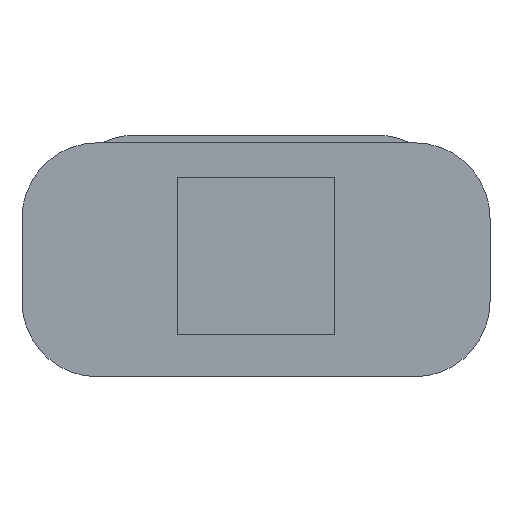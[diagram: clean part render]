
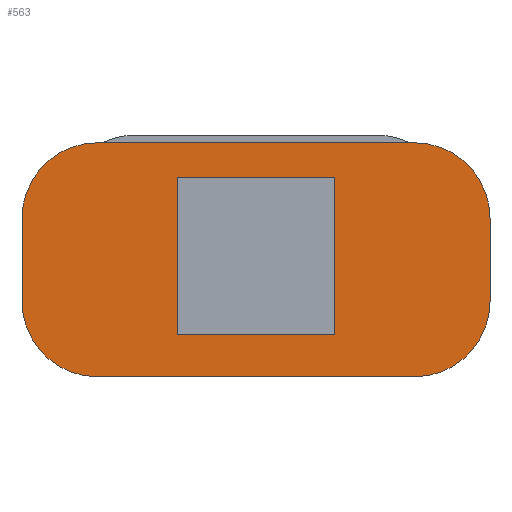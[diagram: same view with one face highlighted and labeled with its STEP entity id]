
A CAD part, front view. The second image highlights one B-rep face of the part: STEP entity #563.
In plain terms, the highlighted planar face has unit normal (0, -1, 0).
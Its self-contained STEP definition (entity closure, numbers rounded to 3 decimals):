
#15=FACE_BOUND('',#98,.T.);
#27=PLANE('',#636);
#64=FACE_OUTER_BOUND('',#97,.T.);
#97=EDGE_LOOP('',(#492,#493,#494,#495,#496,#497,#498,#499));
#98=EDGE_LOOP('',(#500,#501,#502,#503));
#125=LINE('',#934,#175);
#138=LINE('',#973,#188);
#140=LINE('',#977,#190);
#141=LINE('',#981,#191);
#142=LINE('',#985,#192);
#143=LINE('',#987,#193);
#144=LINE('',#989,#194);
#145=LINE('',#990,#195);
#175=VECTOR('',#735,10.);
#188=VECTOR('',#776,10.);
#190=VECTOR('',#780,10.);
#191=VECTOR('',#787,10.);
#192=VECTOR('',#790,10.);
#193=VECTOR('',#791,10.);
#194=VECTOR('',#792,10.);
#195=VECTOR('',#793,10.);
#227=CIRCLE('',#621,1.);
#229=CIRCLE('',#624,1.);
#232=CIRCLE('',#630,1.);
#233=CIRCLE('',#634,1.);
#261=VERTEX_POINT('',#931);
#262=VERTEX_POINT('',#933);
#266=VERTEX_POINT('',#944);
#267=VERTEX_POINT('',#946);
#269=VERTEX_POINT('',#952);
#273=VERTEX_POINT('',#967);
#274=VERTEX_POINT('',#968);
#275=VERTEX_POINT('',#975);
#276=VERTEX_POINT('',#983);
#277=VERTEX_POINT('',#984);
#278=VERTEX_POINT('',#986);
#279=VERTEX_POINT('',#988);
#327=EDGE_CURVE('',#261,#262,#125,.F.);
#333=EDGE_CURVE('',#266,#267,#227,.F.);
#337=EDGE_CURVE('',#269,#261,#229,.F.);
#344=EDGE_CURVE('',#273,#274,#232,.F.);
#347=EDGE_CURVE('',#267,#273,#138,.F.);
#349=EDGE_CURVE('',#275,#266,#140,.F.);
#350=EDGE_CURVE('',#262,#275,#233,.F.);
#351=EDGE_CURVE('',#274,#269,#141,.F.);
#352=EDGE_CURVE('',#276,#277,#142,.T.);
#353=EDGE_CURVE('',#278,#276,#143,.T.);
#354=EDGE_CURVE('',#279,#278,#144,.F.);
#355=EDGE_CURVE('',#277,#279,#145,.T.);
#492=ORIENTED_EDGE('',*,*,#344,.F.);
#493=ORIENTED_EDGE('',*,*,#347,.F.);
#494=ORIENTED_EDGE('',*,*,#333,.F.);
#495=ORIENTED_EDGE('',*,*,#349,.F.);
#496=ORIENTED_EDGE('',*,*,#350,.F.);
#497=ORIENTED_EDGE('',*,*,#327,.F.);
#498=ORIENTED_EDGE('',*,*,#337,.F.);
#499=ORIENTED_EDGE('',*,*,#351,.F.);
#500=ORIENTED_EDGE('',*,*,#352,.F.);
#501=ORIENTED_EDGE('',*,*,#353,.F.);
#502=ORIENTED_EDGE('',*,*,#354,.F.);
#503=ORIENTED_EDGE('',*,*,#355,.F.);
#563=ADVANCED_FACE('',(#64,#15),#27,.T.);
#621=AXIS2_PLACEMENT_3D('',#947,#746,#747);
#624=AXIS2_PLACEMENT_3D('',#954,#754,#755);
#630=AXIS2_PLACEMENT_3D('',#969,#770,#771);
#634=AXIS2_PLACEMENT_3D('',#979,#783,#784);
#636=AXIS2_PLACEMENT_3D('',#982,#788,#789);
#735=DIRECTION('',(1.,0.,0.));
#746=DIRECTION('center_axis',(0.,-1.,0.));
#747=DIRECTION('ref_axis',(-0.707,0.,0.707));
#754=DIRECTION('center_axis',(0.,-1.,0.));
#755=DIRECTION('ref_axis',(0.707,0.,-0.707));
#770=DIRECTION('center_axis',(0.,-1.,0.));
#771=DIRECTION('ref_axis',(0.707,0.,0.707));
#776=DIRECTION('',(-1.,0.,0.));
#780=DIRECTION('',(0.,0.,-1.));
#783=DIRECTION('center_axis',(0.,-1.,0.));
#784=DIRECTION('ref_axis',(-0.707,0.,-0.707));
#787=DIRECTION('',(0.,0.,1.));
#788=DIRECTION('center_axis',(0.,-1.,0.));
#789=DIRECTION('ref_axis',(1.,0.,0.));
#790=DIRECTION('',(1.,0.,0.));
#791=DIRECTION('',(0.,0.,-1.));
#792=DIRECTION('',(1.,0.,0.));
#793=DIRECTION('',(0.,0.,1.));
#931=CARTESIAN_POINT('',(172.656,-86.275,3.511));
#933=CARTESIAN_POINT('',(168.456,-86.275,3.511));
#934=CARTESIAN_POINT('',(170.856,-86.275,3.511));
#944=CARTESIAN_POINT('',(167.456,-86.275,5.611));
#946=CARTESIAN_POINT('',(168.456,-86.275,6.611));
#947=CARTESIAN_POINT('Origin',(168.456,-86.275,5.611));
#952=CARTESIAN_POINT('',(173.656,-86.275,4.511));
#954=CARTESIAN_POINT('Origin',(172.656,-86.275,4.511));
#967=CARTESIAN_POINT('',(172.656,-86.275,6.611));
#968=CARTESIAN_POINT('',(173.656,-86.275,5.611));
#969=CARTESIAN_POINT('Origin',(172.656,-86.275,5.611));
#973=CARTESIAN_POINT('',(169.256,-86.275,6.611));
#975=CARTESIAN_POINT('',(167.456,-86.275,4.511));
#977=CARTESIAN_POINT('',(167.456,-86.275,5.611));
#979=CARTESIAN_POINT('Origin',(168.456,-86.275,4.511));
#981=CARTESIAN_POINT('',(173.656,-86.275,6.411));
#982=CARTESIAN_POINT('Origin',(169.556,-86.275,6.111));
#983=CARTESIAN_POINT('',(169.516,-86.275,4.071));
#984=CARTESIAN_POINT('',(171.596,-86.275,4.071));
#985=CARTESIAN_POINT('',(169.556,-86.275,4.071));
#986=CARTESIAN_POINT('',(169.516,-86.275,6.151));
#987=CARTESIAN_POINT('',(169.516,-86.275,6.111));
#988=CARTESIAN_POINT('',(171.596,-86.275,6.151));
#989=CARTESIAN_POINT('',(169.556,-86.275,6.151));
#990=CARTESIAN_POINT('',(171.596,-86.275,5.111));
